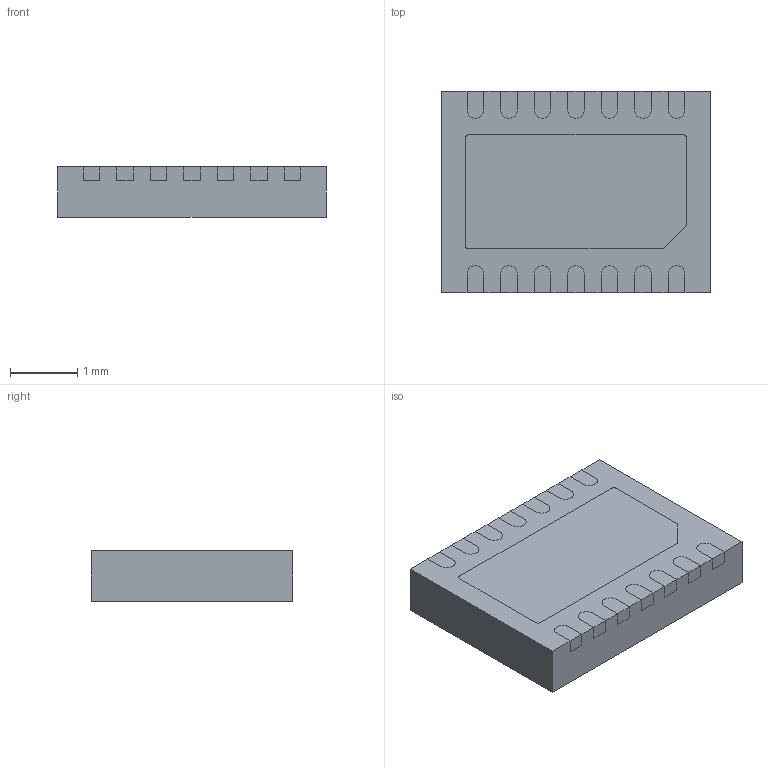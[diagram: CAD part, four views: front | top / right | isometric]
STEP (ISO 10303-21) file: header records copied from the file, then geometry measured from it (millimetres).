
FILE_DESCRIPTION (( 'STEP AP214' ), '1' );
FILE_NAME ('WDFN-14.STEP', '2021-08-06T12:56:31', ( '' ), ( '' ), 'SwSTEP 2.0', 'SolidWorks 2021', '' );
FILE_SCHEMA (( 'AUTOMOTIVE_DESIGN' ));
Length unit declared in the file: millimetre
Products named in the file (18): Part_19797_1; Part_19815_1; Part_19803_1; Part_20786_1; Part_19799_1; Part_19805_1; Part_19809_1; Part_19801_1; Part_19811_1; Part_19813_1; Part_17518_1; Part_19819_1; User Library-DFN-14; Part_19795_1; Part_19821_1; Part_19817_1; Part_17479_1; Part_19807_1
Assembly tree (17 placements, depth 2):
  User Library-DFN-14
    Part_17518_1
    Part_19795_1
    Part_19797_1
    Part_19799_1
    Part_19801_1
    Part_19803_1
    Part_19805_1
    Part_19807_1
    Part_19821_1
    Part_19819_1
    Part_19817_1
    Part_19815_1
    Part_19813_1
    Part_19811_1
    Part_19809_1
    Part_17479_1
    Part_20786_1
Bounding box: 4 x 3 x 0.75 mm (x, y, z)
Volume: 9 mm3; surface area: 57.8 mm2
Topology: 17 solids, 17 shells, 172 faces, 408 edges, 272 vertices
Faces by surface type: plane 134, cylinder 38
Entity records: 7590 total; most frequent: CARTESIAN_POINT 872, DIRECTION 868, ORIENTED_EDGE 816, EDGE_CURVE 408, VECTOR 332, LINE 332, VERTEX_POINT 272, AXIS2_PLACEMENT_3D 268
